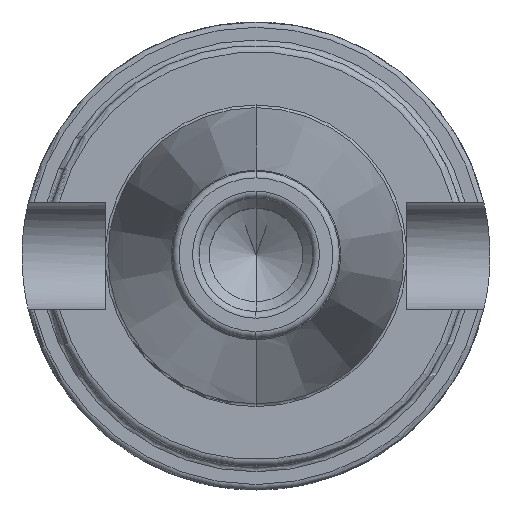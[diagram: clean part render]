
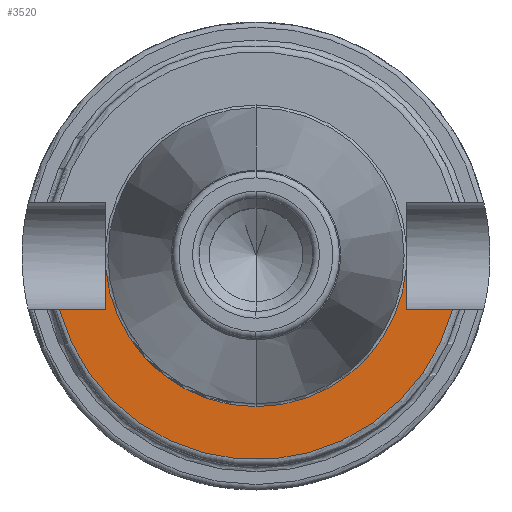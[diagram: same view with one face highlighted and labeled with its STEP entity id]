
A CAD part, top view. The second image highlights one B-rep face of the part: STEP entity #3520.
In plain terms, the highlighted planar face has unit normal (0, 0, 1).
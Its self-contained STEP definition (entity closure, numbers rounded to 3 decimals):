
#1048=CARTESIAN_POINT('',(0,0,10));
#1049=DIRECTION('',(0,0,1));
#1050=DIRECTION('',(-0.965,-0.264,0));
#1051=AXIS2_PLACEMENT_3D('',#1048,#1049,#1050);
#1099=DIRECTION('',(1,0,0));
#1100=VECTOR('',#1099,6.918);
#1101=CARTESIAN_POINT('',(-29.418,-8.05,10));
#1102=LINE('',#1101,#1100);
#1103=DIRECTION('',(0,1,0));
#1104=VECTOR('',#1103,6.317);
#1105=CARTESIAN_POINT('',(-22.5,-8.05,10));
#1106=LINE('',#1105,#1104);
#1107=DIRECTION('',(0,-1,0));
#1108=VECTOR('',#1107,6.317);
#1109=CARTESIAN_POINT('',(22.5,-1.733,10));
#1110=LINE('',#1109,#1108);
#1111=DIRECTION('',(-1,0,0));
#1112=VECTOR('',#1111,6.918);
#1113=CARTESIAN_POINT('',(29.418,-8.05,10));
#1114=LINE('',#1113,#1112);
#1155=CARTESIAN_POINT('',(0,0,10));
#1156=DIRECTION('',(0,0,1));
#1157=DIRECTION('',(-0.997,-0.077,0));
#1158=AXIS2_PLACEMENT_3D('',#1155,#1156,#1157);
#1169=CARTESIAN_POINT('',(0,0,10));
#1170=DIRECTION('',(0,0,-1));
#1171=DIRECTION('',(0.997,-0.077,0));
#1172=AXIS2_PLACEMENT_3D('',#1169,#1170,#1171);
#1913=CARTESIAN_POINT('',(0,-22.567,10));
#1915=VERTEX_POINT('',#1913);
#1967=CARTESIAN_POINT('',(-29.418,-8.05,10));
#1968=CARTESIAN_POINT('',(-22.5,-8.05,10));
#1969=VERTEX_POINT('',#1967);
#1970=VERTEX_POINT('',#1968);
#1971=CARTESIAN_POINT('',(-22.5,-1.733,10));
#1972=VERTEX_POINT('',#1971);
#1983=CARTESIAN_POINT('',(22.5,-1.733,10));
#1984=CARTESIAN_POINT('',(22.5,-8.05,10));
#1985=VERTEX_POINT('',#1983);
#1986=VERTEX_POINT('',#1984);
#1987=CARTESIAN_POINT('',(29.418,-8.05,10));
#1988=VERTEX_POINT('',#1987);
#3504=CARTESIAN_POINT('',(0,0,10));
#3505=DIRECTION('',(0,0,-1));
#3506=DIRECTION('',(0,-1,0));
#3507=AXIS2_PLACEMENT_3D('',#3504,#3505,#3506);
#3508=PLANE('',#3507);
#3509=ORIENTED_EDGE('',*,*,#3429,.T.);
#3510=ORIENTED_EDGE('',*,*,#3408,.T.);
#3512=ORIENTED_EDGE('',*,*,#3511,.T.);
#3514=ORIENTED_EDGE('',*,*,#3513,.F.);
#3515=ORIENTED_EDGE('',*,*,#3321,.T.);
#3516=ORIENTED_EDGE('',*,*,#3306,.F.);
#3517=ORIENTED_EDGE('',*,*,#3485,.F.);
#3518=EDGE_LOOP('',(#3509,#3510,#3512,#3514,#3515,#3516,#3517));
#3519=FACE_OUTER_BOUND('',#3518,.F.);
#3520=ADVANCED_FACE('',(#3519),#3508,.F.);
#1052=CIRCLE('',#1051,30.5);
#1159=CIRCLE('',#1158,22.567);
#1173=CIRCLE('',#1172,22.567);
#3306=EDGE_CURVE('',#1988,#1986,#1114,.T.);
#3321=EDGE_CURVE('',#1985,#1986,#1110,.T.);
#3408=EDGE_CURVE('',#1970,#1972,#1106,.T.);
#3429=EDGE_CURVE('',#1969,#1970,#1102,.T.);
#3485=EDGE_CURVE('',#1969,#1988,#1052,.T.);
#3511=EDGE_CURVE('',#1972,#1915,#1159,.T.);
#3513=EDGE_CURVE('',#1985,#1915,#1173,.T.);
